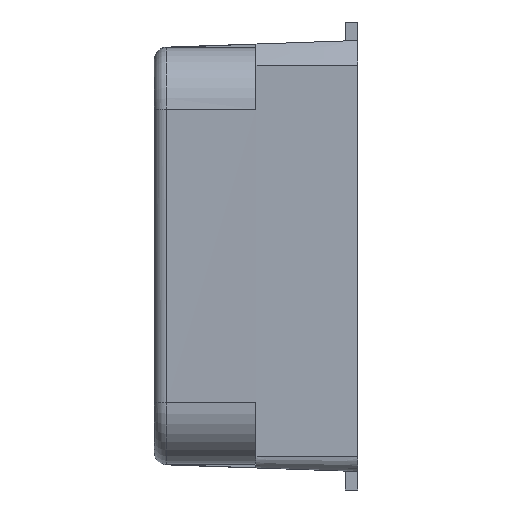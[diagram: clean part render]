
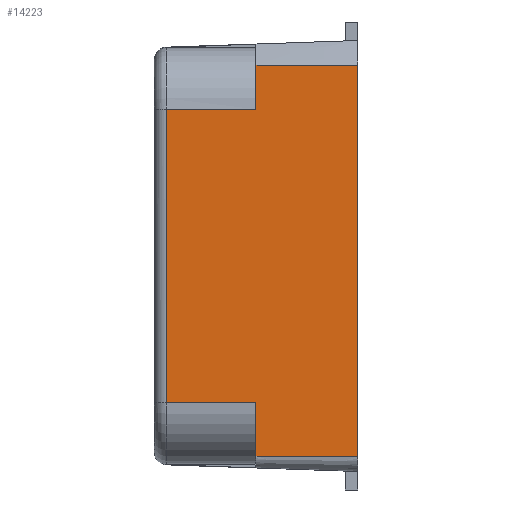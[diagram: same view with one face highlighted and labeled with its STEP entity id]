
A CAD part, left-side view. The second image highlights one B-rep face of the part: STEP entity #14223.
In plain terms, the highlighted planar face has unit normal (-0.999, 0.035, 0).
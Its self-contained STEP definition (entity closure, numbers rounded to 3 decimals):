
#107 = ORIENTED_EDGE ( 'NONE', *, *, #2322, .T. ) ;
#559 = CARTESIAN_POINT ( 'NONE',  ( -4.242, 1.65, 2.385 ) ) ;
#820 = LINE ( 'NONE', #20107, #18446 ) ;
#1007 = VERTEX_POINT ( 'NONE', #12915 ) ;
#1138 = CARTESIAN_POINT ( 'NONE',  ( -4.3, 0., -2.385 ) ) ;
#1648 = CARTESIAN_POINT ( 'NONE',  ( -4.185, 3.1, -2.385 ) ) ;
#1754 = PLANE ( 'NONE',  #6744 ) ;
#2139 = VERTEX_POINT ( 'NONE', #1648 ) ;
#2243 = EDGE_CURVE ( 'NONE', #9446, #2139, #18831, .T. ) ;
#2322 = EDGE_CURVE ( 'NONE', #16647, #15646, #17158, .T. ) ;
#2691 = CARTESIAN_POINT ( 'NONE',  ( -4.242, 1.65, 3.1 ) ) ;
#3037 = VECTOR ( 'NONE', #9511, 1000. ) ;
#3055 = CARTESIAN_POINT ( 'NONE',  ( -4.3, 0., -3.25 ) ) ;
#3212 = CARTESIAN_POINT ( 'NONE',  ( -4.242, 1.65, -2.385 ) ) ;
#3980 = ORIENTED_EDGE ( 'NONE', *, *, #2243, .T. ) ;
#4383 = CARTESIAN_POINT ( 'NONE',  ( -4.249, 1.469, 3.103 ) ) ;
#4410 = DIRECTION ( 'NONE',  ( -0.035, -0.999, 0. ) ) ;
#4489 = VERTEX_POINT ( 'NONE', #7182 ) ;
#4669 = DIRECTION ( 'NONE',  ( -0.035, -0.999, 0. ) ) ;
#5201 = CARTESIAN_POINT ( 'NONE',  ( -4.192, 3.107, -2.385 ) ) ;
#5583 = CARTESIAN_POINT ( 'NONE',  ( -4.3, 0., 3.1 ) ) ;
#5643 = VERTEX_POINT ( 'NONE', #8106 ) ;
#6286 = B_SPLINE_CURVE_WITH_KNOTS ( 'NONE', 3,
 ( #5583, #16625, #7226, #9023, #19704, #12126, #10401, #7297, #4383, #2691 ),
 .UNSPECIFIED., .F., .F.,
 ( 4, 3, 3, 4 ),
 ( 0., 0.001, 0.001, 0.002 ),
 .UNSPECIFIED. ) ;
#6744 = AXIS2_PLACEMENT_3D ( 'NONE', #3055, #7935, #4669 ) ;
#6762 = DIRECTION ( 'NONE',  ( 0., 0., -1. ) ) ;
#7024 = FACE_OUTER_BOUND ( 'NONE', #15939, .T. ) ;
#7182 = CARTESIAN_POINT ( 'NONE',  ( -4.3, 0., 3.1 ) ) ;
#7226 = CARTESIAN_POINT ( 'NONE',  ( -4.287, 0.377, 3.11 ) ) ;
#7297 = CARTESIAN_POINT ( 'NONE',  ( -4.255, 1.288, 3.106 ) ) ;
#7458 = VECTOR ( 'NONE', #11146, 1000. ) ;
#7728 = DIRECTION ( 'NONE',  ( 0., 0., -1. ) ) ;
#7935 = DIRECTION ( 'NONE',  ( -0.999, 0.035, 0. ) ) ;
#8106 = CARTESIAN_POINT ( 'NONE',  ( -4.3, 0., -3.25 ) ) ;
#8231 = EDGE_CURVE ( 'NONE', #16647, #2139, #11375, .T. ) ;
#8503 = EDGE_CURVE ( 'NONE', #4489, #1007, #6286, .T. ) ;
#8818 = ORIENTED_EDGE ( 'NONE', *, *, #8231, .F. ) ;
#9023 = CARTESIAN_POINT ( 'NONE',  ( -4.28, 0.565, 3.111 ) ) ;
#9446 = VERTEX_POINT ( 'NONE', #16188 ) ;
#9511 = DIRECTION ( 'NONE',  ( 0.035, 0.999, 0. ) ) ;
#9811 = VECTOR ( 'NONE', #6762, 1000. ) ;
#10401 = CARTESIAN_POINT ( 'NONE',  ( -4.261, 1.108, 3.108 ) ) ;
#10655 = DIRECTION ( 'NONE',  ( 0., 0., -1. ) ) ;
#11146 = DIRECTION ( 'NONE',  ( 0., 0., 1. ) ) ;
#11282 = ORIENTED_EDGE ( 'NONE', *, *, #17453, .T. ) ;
#11375 = LINE ( 'NONE', #1138, #3037 ) ;
#11505 = CARTESIAN_POINT ( 'NONE',  ( -4.3, 0., 2.385 ) ) ;
#12041 = VECTOR ( 'NONE', #4410, 1000. ) ;
#12090 = EDGE_CURVE ( 'NONE', #15646, #5643, #13497, .T. ) ;
#12126 = CARTESIAN_POINT ( 'NONE',  ( -4.268, 0.927, 3.111 ) ) ;
#12915 = CARTESIAN_POINT ( 'NONE',  ( -4.242, 1.65, 3.1 ) ) ;
#13141 = DIRECTION ( 'NONE',  ( 0.035, 0.999, 0. ) ) ;
#13158 = CARTESIAN_POINT ( 'NONE',  ( -4.242, 1.65, -3.25 ) ) ;
#13497 = LINE ( 'NONE', #13965, #12041 ) ;
#13516 = VECTOR ( 'NONE', #13141, 1000. ) ;
#13965 = CARTESIAN_POINT ( 'NONE',  ( -4.3, 0., -3.25 ) ) ;
#14030 = CARTESIAN_POINT ( 'NONE',  ( -4.242, 1.65, -3.25 ) ) ;
#14223 = ADVANCED_FACE ( 'NONE', ( #7024 ), #1754, .T. ) ;
#14307 = ORIENTED_EDGE ( 'NONE', *, *, #12090, .T. ) ;
#14634 = VERTEX_POINT ( 'NONE', #559 ) ;
#14673 = VECTOR ( 'NONE', #7728, 1000. ) ;
#15083 = LINE ( 'NONE', #15508, #7458 ) ;
#15508 = CARTESIAN_POINT ( 'NONE',  ( -4.3, 0., -3.25 ) ) ;
#15646 = VERTEX_POINT ( 'NONE', #13158 ) ;
#15939 = EDGE_LOOP ( 'NONE', ( #17279, #18763, #11282, #17454, #3980, #8818, #107, #14307 ) ) ;
#16188 = CARTESIAN_POINT ( 'NONE',  ( -4.191, 3.107, 2.385 ) ) ;
#16367 = EDGE_CURVE ( 'NONE', #5643, #4489, #15083, .T. ) ;
#16625 = CARTESIAN_POINT ( 'NONE',  ( -4.293, 0.188, 3.107 ) ) ;
#16647 = VERTEX_POINT ( 'NONE', #3212 ) ;
#17158 = LINE ( 'NONE', #14030, #14673 ) ;
#17279 = ORIENTED_EDGE ( 'NONE', *, *, #16367, .T. ) ;
#17453 = EDGE_CURVE ( 'NONE', #1007, #14634, #820, .T. ) ;
#17454 = ORIENTED_EDGE ( 'NONE', *, *, #18077, .T. ) ;
#18077 = EDGE_CURVE ( 'NONE', #14634, #9446, #18411, .T. ) ;
#18411 = LINE ( 'NONE', #11505, #13516 ) ;
#18446 = VECTOR ( 'NONE', #10655, 1000. ) ;
#18763 = ORIENTED_EDGE ( 'NONE', *, *, #8503, .T. ) ;
#18831 = LINE ( 'NONE', #5201, #9811 ) ;
#19704 = CARTESIAN_POINT ( 'NONE',  ( -4.274, 0.746, 3.112 ) ) ;
#20107 = CARTESIAN_POINT ( 'NONE',  ( -4.242, 1.65, -3.25 ) ) ;
